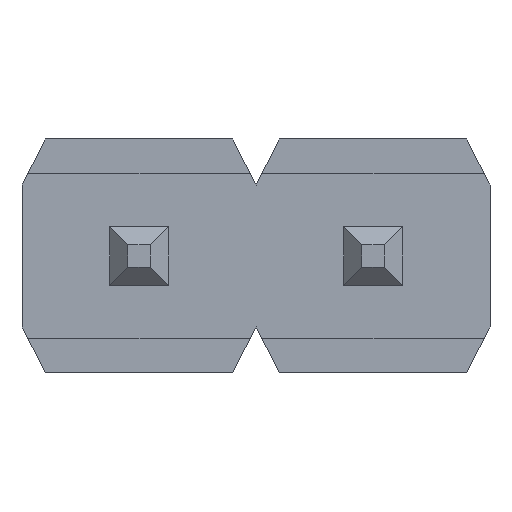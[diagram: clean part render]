
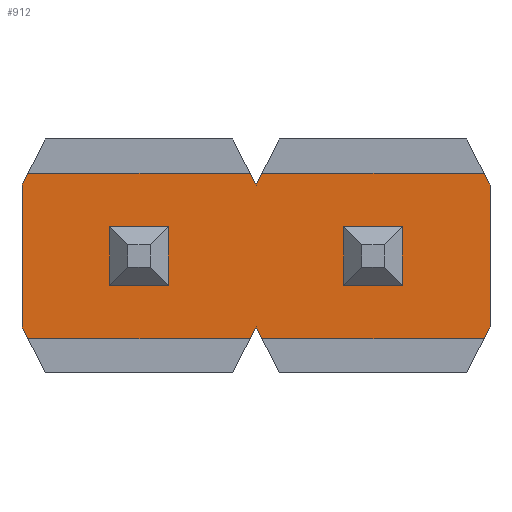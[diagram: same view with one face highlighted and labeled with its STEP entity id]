
A CAD part, front view. The second image highlights one B-rep face of the part: STEP entity #912.
In plain terms, the highlighted planar face has unit normal (0, -1, 0).
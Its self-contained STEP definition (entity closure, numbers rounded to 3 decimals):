
#23=FACE_BOUND('',#105,.T.);
#24=FACE_BOUND('',#106,.T.);
#58=FACE_OUTER_BOUND('',#104,.T.);
#104=EDGE_LOOP('',(#667,#668,#669,#670,#671,#672,#673,#674,#675,#676,#677,
#678,#679,#680));
#105=EDGE_LOOP('',(#681,#682,#683,#684));
#106=EDGE_LOOP('',(#685,#686,#687,#688));
#159=LINE('',#1300,#277);
#163=LINE('',#1309,#281);
#167=LINE('',#1316,#285);
#170=LINE('',#1324,#288);
#174=LINE('',#1331,#292);
#179=LINE('',#1343,#297);
#186=LINE('',#1357,#304);
#193=LINE('',#1370,#311);
#198=LINE('',#1380,#316);
#201=LINE('',#1386,#319);
#202=LINE('',#1387,#320);
#203=LINE('',#1388,#321);
#204=LINE('',#1390,#322);
#205=LINE('',#1392,#323);
#206=LINE('',#1394,#324);
#207=LINE('',#1396,#325);
#208=LINE('',#1398,#326);
#209=LINE('',#1399,#327);
#210=LINE('',#1401,#328);
#211=LINE('',#1402,#329);
#212=LINE('',#1404,#330);
#213=LINE('',#1405,#331);
#277=VECTOR('',#1076,10.);
#281=VECTOR('',#1082,1000.);
#285=VECTOR('',#1088,1000.);
#288=VECTOR('',#1093,1000.);
#292=VECTOR('',#1099,1000.);
#297=VECTOR('',#1106,1000.);
#304=VECTOR('',#1117,1000.);
#311=VECTOR('',#1126,1000.);
#316=VECTOR('',#1135,1000.);
#319=VECTOR('',#1140,10.);
#320=VECTOR('',#1141,1000.);
#321=VECTOR('',#1142,1000.);
#322=VECTOR('',#1143,1000.);
#323=VECTOR('',#1144,1000.);
#324=VECTOR('',#1145,1000.);
#325=VECTOR('',#1146,1000.);
#326=VECTOR('',#1147,1000.);
#327=VECTOR('',#1148,1000.);
#328=VECTOR('',#1149,1000.);
#329=VECTOR('',#1150,1000.);
#330=VECTOR('',#1151,1000.);
#331=VECTOR('',#1152,1000.);
#383=VERTEX_POINT('',#1297);
#384=VERTEX_POINT('',#1299);
#387=VERTEX_POINT('',#1306);
#388=VERTEX_POINT('',#1308);
#390=VERTEX_POINT('',#1314);
#393=VERTEX_POINT('',#1321);
#394=VERTEX_POINT('',#1323);
#396=VERTEX_POINT('',#1329);
#401=VERTEX_POINT('',#1340);
#402=VERTEX_POINT('',#1342);
#406=VERTEX_POINT('',#1354);
#407=VERTEX_POINT('',#1356);
#412=VERTEX_POINT('',#1368);
#415=VERTEX_POINT('',#1379);
#417=VERTEX_POINT('',#1385);
#418=VERTEX_POINT('',#1389);
#419=VERTEX_POINT('',#1391);
#420=VERTEX_POINT('',#1393);
#421=VERTEX_POINT('',#1395);
#422=VERTEX_POINT('',#1397);
#423=VERTEX_POINT('',#1400);
#424=VERTEX_POINT('',#1403);
#471=EDGE_CURVE('',#383,#384,#159,.T.);
#475=EDGE_CURVE('',#388,#387,#163,.T.);
#479=EDGE_CURVE('',#387,#390,#167,.T.);
#482=EDGE_CURVE('',#394,#393,#170,.T.);
#486=EDGE_CURVE('',#393,#396,#174,.T.);
#491=EDGE_CURVE('',#401,#402,#179,.T.);
#498=EDGE_CURVE('',#406,#407,#186,.T.);
#505=EDGE_CURVE('',#412,#406,#193,.T.);
#510=EDGE_CURVE('',#384,#415,#198,.T.);
#513=EDGE_CURVE('',#402,#417,#201,.T.);
#514=EDGE_CURVE('',#401,#407,#202,.T.);
#515=EDGE_CURVE('',#412,#415,#203,.T.);
#516=EDGE_CURVE('',#418,#383,#204,.T.);
#517=EDGE_CURVE('',#419,#418,#205,.T.);
#518=EDGE_CURVE('',#420,#419,#206,.T.);
#519=EDGE_CURVE('',#421,#420,#207,.T.);
#520=EDGE_CURVE('',#422,#421,#208,.T.);
#521=EDGE_CURVE('',#417,#422,#209,.T.);
#522=EDGE_CURVE('',#396,#423,#210,.T.);
#523=EDGE_CURVE('',#423,#394,#211,.T.);
#524=EDGE_CURVE('',#390,#424,#212,.T.);
#525=EDGE_CURVE('',#424,#388,#213,.T.);
#667=ORIENTED_EDGE('',*,*,#513,.F.);
#668=ORIENTED_EDGE('',*,*,#491,.F.);
#669=ORIENTED_EDGE('',*,*,#514,.T.);
#670=ORIENTED_EDGE('',*,*,#498,.F.);
#671=ORIENTED_EDGE('',*,*,#505,.F.);
#672=ORIENTED_EDGE('',*,*,#515,.T.);
#673=ORIENTED_EDGE('',*,*,#510,.F.);
#674=ORIENTED_EDGE('',*,*,#471,.F.);
#675=ORIENTED_EDGE('',*,*,#516,.F.);
#676=ORIENTED_EDGE('',*,*,#517,.F.);
#677=ORIENTED_EDGE('',*,*,#518,.F.);
#678=ORIENTED_EDGE('',*,*,#519,.F.);
#679=ORIENTED_EDGE('',*,*,#520,.F.);
#680=ORIENTED_EDGE('',*,*,#521,.F.);
#681=ORIENTED_EDGE('',*,*,#482,.T.);
#682=ORIENTED_EDGE('',*,*,#486,.T.);
#683=ORIENTED_EDGE('',*,*,#522,.T.);
#684=ORIENTED_EDGE('',*,*,#523,.T.);
#685=ORIENTED_EDGE('',*,*,#475,.T.);
#686=ORIENTED_EDGE('',*,*,#479,.T.);
#687=ORIENTED_EDGE('',*,*,#524,.T.);
#688=ORIENTED_EDGE('',*,*,#525,.T.);
#820=PLANE('',#986);
#912=ADVANCED_FACE('',(#58,#23,#24),#820,.T.);
#986=AXIS2_PLACEMENT_3D('',#1384,#1138,#1139);
#1076=DIRECTION('',(0.,0.,-1.));
#1082=DIRECTION('',(1.,0.,0.));
#1088=DIRECTION('',(0.,0.,-1.));
#1093=DIRECTION('',(1.,0.,0.));
#1099=DIRECTION('',(0.,0.,-1.));
#1106=DIRECTION('',(-0.447,0.,0.894));
#1117=DIRECTION('',(-0.447,0.,-0.894));
#1126=DIRECTION('',(-0.447,0.,0.894));
#1135=DIRECTION('',(-0.447,0.,-0.894));
#1138=DIRECTION('center_axis',(0.,-1.,0.));
#1139=DIRECTION('ref_axis',(0.,0.,
-1.));
#1140=DIRECTION('',(0.,0.,1.));
#1141=DIRECTION('',(1.,0.,0.));
#1142=DIRECTION('',(1.,0.,0.));
#1143=DIRECTION('',(0.447,0.,-0.894));
#1144=DIRECTION('',(1.,0.,0.));
#1145=DIRECTION('',(0.447,0.,0.894));
#1146=DIRECTION('',(0.447,0.,-0.894));
#1147=DIRECTION('',(1.,0.,0.));
#1148=DIRECTION('',(0.447,0.,0.894));
#1149=DIRECTION('',(-1.,0.,0.));
#1150=DIRECTION('',(0.,0.,1.));
#1151=DIRECTION('',(-1.,0.,0.));
#1152=DIRECTION('',(0.,0.,1.));
#1297=CARTESIAN_POINT('',(2.54,0.5,0.77));
#1299=CARTESIAN_POINT('',(2.54,0.5,-0.77));
#1300=CARTESIAN_POINT('',(2.54,0.5,0.45));
#1306=CARTESIAN_POINT('',(-0.95,0.5,0.32));
#1308=CARTESIAN_POINT('',(-1.59,0.5,0.32));
#1309=CARTESIAN_POINT('',(-10.519,0.5,0.32));
#1314=CARTESIAN_POINT('',(-0.95,0.5,-0.32));
#1316=CARTESIAN_POINT('',(-0.95,0.5,0.9));
#1321=CARTESIAN_POINT('',(1.59,0.5,0.32));
#1323=CARTESIAN_POINT('',(0.95,0.5,0.32));
#1324=CARTESIAN_POINT('',(-10.519,0.5,0.32));
#1329=CARTESIAN_POINT('',(1.59,0.5,-0.32));
#1331=CARTESIAN_POINT('',(1.59,0.5,0.9));
#1340=CARTESIAN_POINT('',(-2.475,0.5,-0.9));
#1342=CARTESIAN_POINT('',(-2.54,0.5,-0.77));
#1343=CARTESIAN_POINT('',(-2.29,0.5,-1.27));
#1354=CARTESIAN_POINT('',(0.,0.5,-0.77));
#1356=CARTESIAN_POINT('',(-0.065,0.5,-0.9));
#1357=CARTESIAN_POINT('',(0.,0.5,-0.77));
#1368=CARTESIAN_POINT('',(0.065,0.5,-0.9));
#1370=CARTESIAN_POINT('',(0.25,0.5,-1.27));
#1379=CARTESIAN_POINT('',(2.475,0.5,-0.9));
#1380=CARTESIAN_POINT('',(2.54,0.5,-0.77));
#1384=CARTESIAN_POINT('Origin',(-10.519,0.5,0.9));
#1385=CARTESIAN_POINT('',(-2.54,0.5,0.77));
#1386=CARTESIAN_POINT('',(-2.54,0.5,0.45));
#1387=CARTESIAN_POINT('',(-10.519,0.5,-0.9));
#1388=CARTESIAN_POINT('',(-10.519,0.5,-0.9));
#1389=CARTESIAN_POINT('',(2.475,0.5,0.9));
#1390=CARTESIAN_POINT('',(2.29,0.5,1.27));
#1391=CARTESIAN_POINT('',(0.065,0.5,0.9));
#1392=CARTESIAN_POINT('',(-10.519,0.5,0.9));
#1393=CARTESIAN_POINT('',(0.,0.5,0.77));
#1394=CARTESIAN_POINT('',(0.,0.5,0.77));
#1395=CARTESIAN_POINT('',(-0.065,0.5,0.9));
#1396=CARTESIAN_POINT('',(-0.25,0.5,1.27));
#1397=CARTESIAN_POINT('',(-2.475,0.5,0.9));
#1398=CARTESIAN_POINT('',(-10.519,0.5,0.9));
#1399=CARTESIAN_POINT('',(-2.54,0.5,0.77));
#1400=CARTESIAN_POINT('',(0.95,0.5,-0.32));
#1401=CARTESIAN_POINT('',(-10.519,0.5,-0.32));
#1402=CARTESIAN_POINT('',(0.95,0.5,0.9));
#1403=CARTESIAN_POINT('',(-1.59,0.5,-0.32));
#1404=CARTESIAN_POINT('',(-10.519,0.5,-0.32));
#1405=CARTESIAN_POINT('',(-1.59,0.5,0.9));
